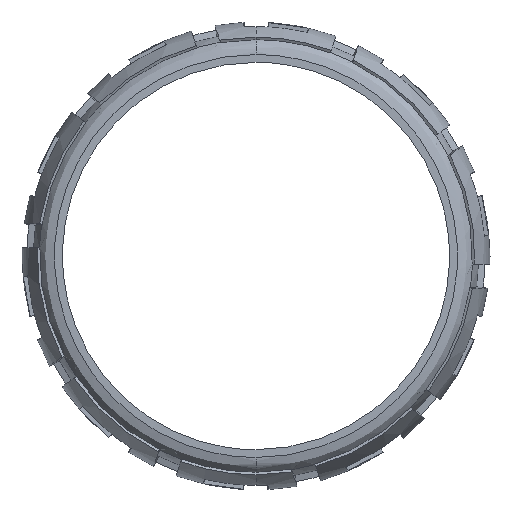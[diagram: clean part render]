
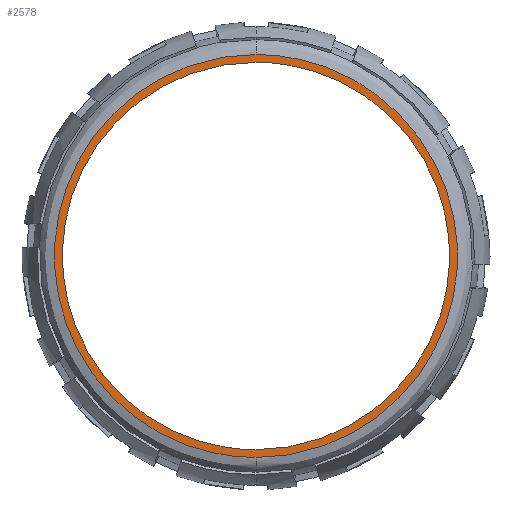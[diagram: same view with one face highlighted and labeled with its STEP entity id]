
A CAD part, left-side view. The second image highlights one B-rep face of the part: STEP entity #2578.
In plain terms, the highlighted free-form (B-spline) face has degree [1, 1] with [2, 2] control points.
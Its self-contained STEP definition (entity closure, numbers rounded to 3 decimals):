
#1776 = VERTEX_POINT('',#1777);
#1777 = CARTESIAN_POINT('',(-4.642,0.,13.927));
#1782 = EDGE_CURVE('',#1783,#1776,#1785,.T.);
#1783 = VERTEX_POINT('',#1784);
#1784 = CARTESIAN_POINT('',(-4.642,0.,
    -13.927));
#1785 = ( BOUNDED_CURVE() B_SPLINE_CURVE(2,(#1786,#1787,#1788,#1789,
#1790),.UNSPECIFIED.,.F.,.F.) B_SPLINE_CURVE_WITH_KNOTS((3,2,3),(
    3.142,4.712,6.283),
.PIECEWISE_BEZIER_KNOTS.) CURVE() GEOMETRIC_REPRESENTATION_ITEM() 
RATIONAL_B_SPLINE_CURVE((1.,0.707,1.,0.707,1.)) 
REPRESENTATION_ITEM('') );
#1786 = CARTESIAN_POINT('',(-4.642,0.,
    -13.927));
#1787 = CARTESIAN_POINT('',(-4.642,-13.927,
    -13.927));
#1788 = CARTESIAN_POINT('',(-4.642,-13.927,
    0.));
#1789 = CARTESIAN_POINT('',(-4.642,-13.927,
    13.927));
#1790 = CARTESIAN_POINT('',(-4.642,0.,
    13.927));
#1832 = VERTEX_POINT('',#1833);
#1833 = CARTESIAN_POINT('',(-4.642,0.,
    -14.49));
#1839 = EDGE_CURVE('',#1840,#1832,#1842,.T.);
#1840 = VERTEX_POINT('',#1841);
#1841 = CARTESIAN_POINT('',(-4.642,0.,14.49));
#1842 = ( BOUNDED_CURVE() B_SPLINE_CURVE(2,(#1843,#1844,#1845,#1846,
#1847),.UNSPECIFIED.,.F.,.F.) B_SPLINE_CURVE_WITH_KNOTS((3,2,3),(0.,
1.571,3.142),.PIECEWISE_BEZIER_KNOTS.) CURVE() 
GEOMETRIC_REPRESENTATION_ITEM() RATIONAL_B_SPLINE_CURVE((1.,
0.707,1.,0.707,1.)) REPRESENTATION_ITEM('') );
#1843 = CARTESIAN_POINT('',(-4.642,0.,14.49));
#1844 = CARTESIAN_POINT('',(-4.642,14.49,
    14.49));
#1845 = CARTESIAN_POINT('',(-4.642,14.49,
    0.));
#1846 = CARTESIAN_POINT('',(-4.642,14.49,
    -14.49));
#1847 = CARTESIAN_POINT('',(-4.642,0.,
    -14.49));
#2555 = EDGE_CURVE('',#1832,#1840,#2556,.T.);
#2556 = ( BOUNDED_CURVE() B_SPLINE_CURVE(2,(#2557,#2558,#2559,#2560,
#2561),.UNSPECIFIED.,.F.,.F.) B_SPLINE_CURVE_WITH_KNOTS((3,2,3),(
    3.142,4.712,6.283),
.PIECEWISE_BEZIER_KNOTS.) CURVE() GEOMETRIC_REPRESENTATION_ITEM() 
RATIONAL_B_SPLINE_CURVE((1.,0.707,1.,0.707,1.)) 
REPRESENTATION_ITEM('') );
#2557 = CARTESIAN_POINT('',(-4.642,0.,
    -14.49));
#2558 = CARTESIAN_POINT('',(-4.642,-14.49,
    -14.49));
#2559 = CARTESIAN_POINT('',(-4.642,-14.49,
    0.));
#2560 = CARTESIAN_POINT('',(-4.642,-14.49,
    14.49));
#2561 = CARTESIAN_POINT('',(-4.642,0.,
    14.49));
#2578 = ADVANCED_FACE('',(#2579,#2583),#2594,.T.);
#2579 = FACE_BOUND('',#2580,.T.);
#2580 = EDGE_LOOP('',(#2581,#2582));
#2581 = ORIENTED_EDGE('',*,*,#1839,.T.);
#2582 = ORIENTED_EDGE('',*,*,#2555,.T.);
#2583 = FACE_BOUND('',#2584,.T.);
#2584 = EDGE_LOOP('',(#2585,#2593));
#2585 = ORIENTED_EDGE('',*,*,#2586,.F.);
#2586 = EDGE_CURVE('',#1776,#1783,#2587,.T.);
#2587 = ( BOUNDED_CURVE() B_SPLINE_CURVE(2,(#2588,#2589,#2590,#2591,
#2592),.UNSPECIFIED.,.F.,.F.) B_SPLINE_CURVE_WITH_KNOTS((3,2,3),(0.,
1.571,3.142),.PIECEWISE_BEZIER_KNOTS.) CURVE() 
GEOMETRIC_REPRESENTATION_ITEM() RATIONAL_B_SPLINE_CURVE((1.,
0.707,1.,0.707,1.)) REPRESENTATION_ITEM('') );
#2588 = CARTESIAN_POINT('',(-4.642,0.,13.927));
#2589 = CARTESIAN_POINT('',(-4.642,13.927,
    13.927));
#2590 = CARTESIAN_POINT('',(-4.642,13.927,
    0.));
#2591 = CARTESIAN_POINT('',(-4.642,13.927,
    -13.927));
#2592 = CARTESIAN_POINT('',(-4.642,0.,
    -13.927));
#2593 = ORIENTED_EDGE('',*,*,#1782,.F.);
#2594 = B_SPLINE_SURFACE_WITH_KNOTS('',1,1,(
    (#2595,#2596)
    ,(#2597,#2598
    )),.UNSPECIFIED.,.F.,.F.,.F.,(2,2),(2,2),(-12.485,
    12.485),(-12.485,12.485),
  .PIECEWISE_BEZIER_KNOTS.);
#2595 = CARTESIAN_POINT('',(-4.642,-14.49,
    -14.49));
#2596 = CARTESIAN_POINT('',(-4.642,14.49,
    -14.49));
#2597 = CARTESIAN_POINT('',(-4.642,-14.49,
    14.49));
#2598 = CARTESIAN_POINT('',(-4.642,14.49,
    14.49));
